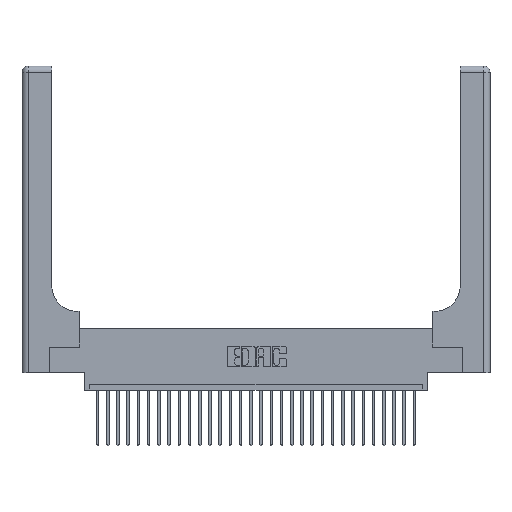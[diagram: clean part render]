
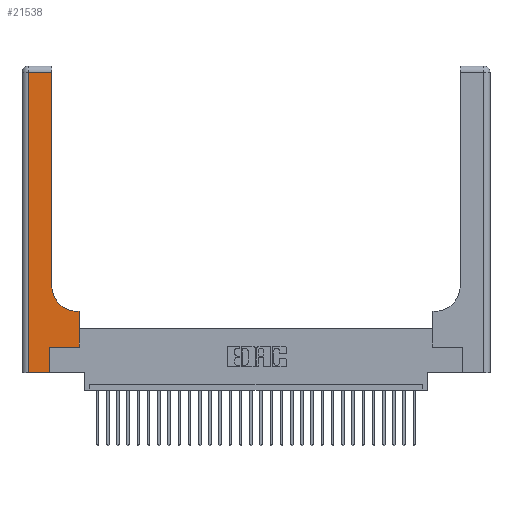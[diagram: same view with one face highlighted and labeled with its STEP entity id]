
A CAD part, top view. The second image highlights one B-rep face of the part: STEP entity #21538.
In plain terms, the highlighted planar face has unit normal (0, 0, 1).
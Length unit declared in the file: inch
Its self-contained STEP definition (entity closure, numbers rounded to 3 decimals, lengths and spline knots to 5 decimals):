
#137 = DIRECTION ( 'NONE',  ( 1., 0., 0. ) ) ;
#796 = CARTESIAN_POINT ( 'NONE',  ( 0.5585, 0.25, 0.37 ) ) ;
#849 = CARTESIAN_POINT ( 'NONE',  ( 0.06, 0., 0.37 ) ) ;
#956 = LINE ( 'NONE', #19833, #4292 ) ;
#1124 = EDGE_CURVE ( 'NONE', #21009, #21853, #16947, .T. ) ;
#1218 = LINE ( 'NONE', #19232, #5315 ) ;
#1955 = CARTESIAN_POINT ( 'NONE',  ( 0.269, 0., 0.37 ) ) ;
#2030 = LINE ( 'NONE', #20078, #16573 ) ;
#3203 = CARTESIAN_POINT ( 'NONE',  ( 0., 3., 0.37 ) ) ;
#3206 = CARTESIAN_POINT ( 'NONE',  ( 0.06, 2.94, 0.37 ) ) ;
#3253 = VERTEX_POINT ( 'NONE', #3206 ) ;
#3517 = DIRECTION ( 'NONE',  ( -1., 0., 0. ) ) ;
#3974 = CARTESIAN_POINT ( 'NONE',  ( 0.2915, 0.85, 0.37 ) ) ;
#4292 = VECTOR ( 'NONE', #8401, 39.37008 ) ;
#4504 = VERTEX_POINT ( 'NONE', #796 ) ;
#4850 = CARTESIAN_POINT ( 'NONE',  ( 0.269, 0.25, 0.37 ) ) ;
#4910 = ORIENTED_EDGE ( 'NONE', *, *, #23272, .T. ) ;
#4970 = ORIENTED_EDGE ( 'NONE', *, *, #19586, .T. ) ;
#5149 = DIRECTION ( 'NONE',  ( 1., 0., 0. ) ) ;
#5310 = PLANE ( 'NONE',  #13594 ) ;
#5315 = VECTOR ( 'NONE', #26274, 39.37008 ) ;
#5830 = ORIENTED_EDGE ( 'NONE', *, *, #28491, .T. ) ;
#6008 = LINE ( 'NONE', #13728, #18260 ) ;
#6271 = DIRECTION ( 'NONE',  ( 1., 0., 0. ) ) ;
#6368 = VERTEX_POINT ( 'NONE', #4850 ) ;
#7538 = VECTOR ( 'NONE', #23257, 39.37008 ) ;
#7563 = DIRECTION ( 'NONE',  ( 0., 0., -1. ) ) ;
#8401 = DIRECTION ( 'NONE',  ( 0., 1., 0. ) ) ;
#8629 = LINE ( 'NONE', #10236, #7538 ) ;
#9487 = ORIENTED_EDGE ( 'NONE', *, *, #1124, .T. ) ;
#10236 = CARTESIAN_POINT ( 'NONE',  ( 0.2915, 3., 0.37 ) ) ;
#10918 = LINE ( 'NONE', #21493, #17971 ) ;
#11122 = LINE ( 'NONE', #23449, #23768 ) ;
#12109 = CARTESIAN_POINT ( 'NONE',  ( 0.5415, 0.85, 0.37 ) ) ;
#12227 = VERTEX_POINT ( 'NONE', #3974 ) ;
#12335 = AXIS2_PLACEMENT_3D ( 'NONE', #12109, #7563, #5149 ) ;
#12678 = DIRECTION ( 'NONE',  ( -1., 0., 0. ) ) ;
#13594 = AXIS2_PLACEMENT_3D ( 'NONE', #3203, #24731, #12678 ) ;
#13713 = VERTEX_POINT ( 'NONE', #21605 ) ;
#13728 = CARTESIAN_POINT ( 'NONE',  ( 0.06, 3., 0.37 ) ) ;
#13779 = CIRCLE ( 'NONE', #12335, 0.25 ) ;
#14283 = EDGE_CURVE ( 'NONE', #4504, #13713, #956, .T. ) ;
#14379 = ORIENTED_EDGE ( 'NONE', *, *, #18864, .T. ) ;
#14710 = EDGE_LOOP ( 'NONE', ( #15088, #28562, #14379, #9487, #4910, #25316, #22759, #5830, #4970 ) ) ;
#15088 = ORIENTED_EDGE ( 'NONE', *, *, #18270, .T. ) ;
#15863 = VERTEX_POINT ( 'NONE', #24906 ) ;
#16573 = VECTOR ( 'NONE', #3517, 39.37008 ) ;
#16947 = LINE ( 'NONE', #30004, #23972 ) ;
#17971 = VECTOR ( 'NONE', #28429, 39.37008 ) ;
#18260 = VECTOR ( 'NONE', #30627, 39.37008 ) ;
#18270 = EDGE_CURVE ( 'NONE', #12227, #23023, #8629, .T. ) ;
#18444 = FACE_OUTER_BOUND ( 'NONE', #14710, .T. ) ;
#18864 = EDGE_CURVE ( 'NONE', #3253, #21009, #6008, .T. ) ;
#19232 = CARTESIAN_POINT ( 'NONE',  ( 0., 2.94, 0.37 ) ) ;
#19586 = EDGE_CURVE ( 'NONE', #15863, #12227, #13779, .T. ) ;
#19833 = CARTESIAN_POINT ( 'NONE',  ( 0.5585, 0.25, 0.37 ) ) ;
#20078 = CARTESIAN_POINT ( 'NONE',  ( 0.2915, 0.6, 0.37 ) ) ;
#21009 = VERTEX_POINT ( 'NONE', #849 ) ;
#21493 = CARTESIAN_POINT ( 'NONE',  ( 0.269, 0., 0.37 ) ) ;
#21538 = ADVANCED_FACE ( 'NONE', ( #18444 ), #5310, .F. ) ;
#21605 = CARTESIAN_POINT ( 'NONE',  ( 0.5585, 0.6, 0.37 ) ) ;
#21853 = VERTEX_POINT ( 'NONE', #1955 ) ;
#22759 = ORIENTED_EDGE ( 'NONE', *, *, #14283, .T. ) ;
#23023 = VERTEX_POINT ( 'NONE', #25374 ) ;
#23257 = DIRECTION ( 'NONE',  ( 0., 1., 0. ) ) ;
#23272 = EDGE_CURVE ( 'NONE', #21853, #6368, #10918, .T. ) ;
#23449 = CARTESIAN_POINT ( 'NONE',  ( 0.269, 0.25, 0.37 ) ) ;
#23768 = VECTOR ( 'NONE', #137, 39.37008 ) ;
#23972 = VECTOR ( 'NONE', #6271, 39.37008 ) ;
#24731 = DIRECTION ( 'NONE',  ( 0., 0., -1. ) ) ;
#24906 = CARTESIAN_POINT ( 'NONE',  ( 0.5415, 0.6, 0.37 ) ) ;
#25316 = ORIENTED_EDGE ( 'NONE', *, *, #25423, .T. ) ;
#25374 = CARTESIAN_POINT ( 'NONE',  ( 0.2915, 2.94, 0.37 ) ) ;
#25423 = EDGE_CURVE ( 'NONE', #6368, #4504, #11122, .T. ) ;
#26274 = DIRECTION ( 'NONE',  ( -1., 0., 0. ) ) ;
#28429 = DIRECTION ( 'NONE',  ( 0., 1., 0. ) ) ;
#28491 = EDGE_CURVE ( 'NONE', #13713, #15863, #2030, .T. ) ;
#28562 = ORIENTED_EDGE ( 'NONE', *, *, #29575, .T. ) ;
#29575 = EDGE_CURVE ( 'NONE', #23023, #3253, #1218, .T. ) ;
#30004 = CARTESIAN_POINT ( 'NONE',  ( 0., 0., 0.37 ) ) ;
#30627 = DIRECTION ( 'NONE',  ( 0., -1., 0. ) ) ;
